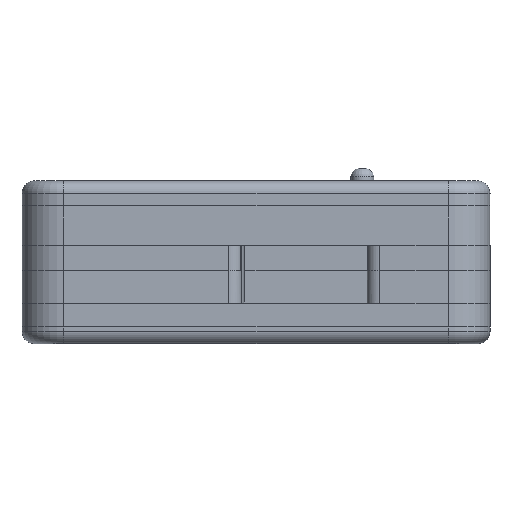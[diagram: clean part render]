
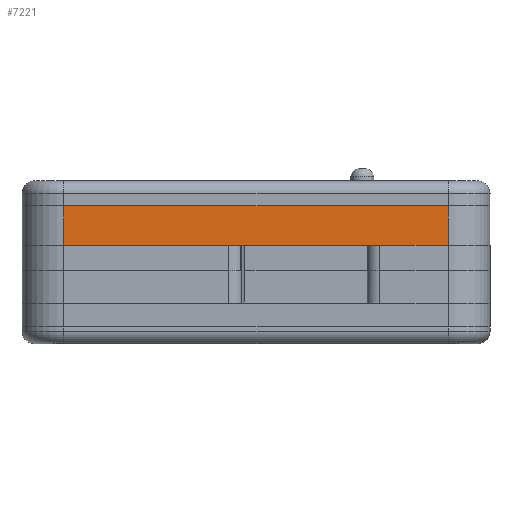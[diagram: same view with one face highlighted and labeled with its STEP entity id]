
A CAD part, left-side view. The second image highlights one B-rep face of the part: STEP entity #7221.
In plain terms, the highlighted planar face has unit normal (-1, 0, 0).
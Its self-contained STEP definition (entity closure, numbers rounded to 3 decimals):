
#1847 = PLANE('',#1848);
#1848 = AXIS2_PLACEMENT_3D('',#1849,#1850,#1851);
#1849 = CARTESIAN_POINT('',(11.601,-3.407,8.035));
#1850 = DIRECTION('',(0.,0.,1.));
#1851 = DIRECTION('',(1.,0.,0.));
#4214 = VERTEX_POINT('',#4215);
#4215 = CARTESIAN_POINT('',(-3.,45.03,8.035));
#4230 = CYLINDRICAL_SURFACE('',#4231,5.);
#4231 = AXIS2_PLACEMENT_3D('',#4232,#4233,#4234);
#4232 = CARTESIAN_POINT('',(2.,45.03,12.75));
#4233 = DIRECTION('',(0.,0.,1.));
#4234 = DIRECTION('',(-1.,0.,0.));
#4242 = EDGE_CURVE('',#4243,#4214,#4245,.T.);
#4243 = VERTEX_POINT('',#4244);
#4244 = CARTESIAN_POINT('',(-3.,-1.,8.035));
#4245 = SURFACE_CURVE('',#4246,(#4250,#4257),.PCURVE_S1.);
#4246 = LINE('',#4247,#4248);
#4247 = CARTESIAN_POINT('',(-3.,20.811,8.035));
#4248 = VECTOR('',#4249,1.);
#4249 = DIRECTION('',(0.,1.,0.));
#4250 = PCURVE('',#1847,#4251);
#4251 = DEFINITIONAL_REPRESENTATION('',(#4252),#4256);
#4252 = LINE('',#4253,#4254);
#4253 = CARTESIAN_POINT('',(-14.601,24.219));
#4254 = VECTOR('',#4255,1.);
#4255 = DIRECTION('',(0.,1.));
#4256 = ( GEOMETRIC_REPRESENTATION_CONTEXT(2) 
PARAMETRIC_REPRESENTATION_CONTEXT() REPRESENTATION_CONTEXT('2D SPACE',''
  ) );
#4257 = PCURVE('',#4258,#4263);
#4258 = PLANE('',#4259);
#4259 = AXIS2_PLACEMENT_3D('',#4260,#4261,#4262);
#4260 = CARTESIAN_POINT('',(-3.,45.03,12.75));
#4261 = DIRECTION('',(-1.,-0.,-0.));
#4262 = DIRECTION('',(0.,-1.,0.));
#4263 = DEFINITIONAL_REPRESENTATION('',(#4264),#4268);
#4264 = LINE('',#4265,#4266);
#4265 = CARTESIAN_POINT('',(24.219,-4.715));
#4266 = VECTOR('',#4267,1.);
#4267 = DIRECTION('',(-1.,0.));
#4268 = ( GEOMETRIC_REPRESENTATION_CONTEXT(2) 
PARAMETRIC_REPRESENTATION_CONTEXT() REPRESENTATION_CONTEXT('2D SPACE',''
  ) );
#4287 = CYLINDRICAL_SURFACE('',#4288,5.);
#4288 = AXIS2_PLACEMENT_3D('',#4289,#4290,#4291);
#4289 = CARTESIAN_POINT('',(2.,-1.,12.75));
#4290 = DIRECTION('',(0.,0.,1.));
#4291 = DIRECTION('',(-1.,0.,0.));
#7171 = VERTEX_POINT('',#7172);
#7172 = CARTESIAN_POINT('',(-3.,-1.,12.75));
#7201 = EDGE_CURVE('',#7171,#4243,#7202,.T.);
#7202 = SURFACE_CURVE('',#7203,(#7207,#7214),.PCURVE_S1.);
#7203 = LINE('',#7204,#7205);
#7204 = CARTESIAN_POINT('',(-3.,-1.,12.75));
#7205 = VECTOR('',#7206,1.);
#7206 = DIRECTION('',(0.,0.,-1.));
#7207 = PCURVE('',#4287,#7208);
#7208 = DEFINITIONAL_REPRESENTATION('',(#7209),#7213);
#7209 = LINE('',#7210,#7211);
#7210 = CARTESIAN_POINT('',(-6.283,0.));
#7211 = VECTOR('',#7212,1.);
#7212 = DIRECTION('',(-0.,-1.));
#7213 = ( GEOMETRIC_REPRESENTATION_CONTEXT(2) 
PARAMETRIC_REPRESENTATION_CONTEXT() REPRESENTATION_CONTEXT('2D SPACE',''
  ) );
#7214 = PCURVE('',#4258,#7215);
#7215 = DEFINITIONAL_REPRESENTATION('',(#7216),#7220);
#7216 = LINE('',#7217,#7218);
#7217 = CARTESIAN_POINT('',(46.03,0.));
#7218 = VECTOR('',#7219,1.);
#7219 = DIRECTION('',(0.,-1.));
#7220 = ( GEOMETRIC_REPRESENTATION_CONTEXT(2) 
PARAMETRIC_REPRESENTATION_CONTEXT() REPRESENTATION_CONTEXT('2D SPACE',''
  ) );
#7221 = ADVANCED_FACE('',(#7222),#4258,.T.);
#7222 = FACE_BOUND('',#7223,.T.);
#7223 = EDGE_LOOP('',(#7224,#7252,#7273,#7274));
#7224 = ORIENTED_EDGE('',*,*,#7225,.T.);
#7225 = EDGE_CURVE('',#7171,#7226,#7228,.T.);
#7226 = VERTEX_POINT('',#7227);
#7227 = CARTESIAN_POINT('',(-3.,45.03,12.75));
#7228 = SURFACE_CURVE('',#7229,(#7233,#7240),.PCURVE_S1.);
#7229 = LINE('',#7230,#7231);
#7230 = CARTESIAN_POINT('',(-3.,-1.,12.75));
#7231 = VECTOR('',#7232,1.);
#7232 = DIRECTION('',(0.,1.,0.));
#7233 = PCURVE('',#4258,#7234);
#7234 = DEFINITIONAL_REPRESENTATION('',(#7235),#7239);
#7235 = LINE('',#7236,#7237);
#7236 = CARTESIAN_POINT('',(46.03,0.));
#7237 = VECTOR('',#7238,1.);
#7238 = DIRECTION('',(-1.,0.));
#7239 = ( GEOMETRIC_REPRESENTATION_CONTEXT(2) 
PARAMETRIC_REPRESENTATION_CONTEXT() REPRESENTATION_CONTEXT('2D SPACE',''
  ) );
#7240 = PCURVE('',#7241,#7246);
#7241 = PLANE('',#7242);
#7242 = AXIS2_PLACEMENT_3D('',#7243,#7244,#7245);
#7243 = CARTESIAN_POINT('',(-3.,-1.,12.75));
#7244 = DIRECTION('',(-1.,0.,0.));
#7245 = DIRECTION('',(0.,1.,0.));
#7246 = DEFINITIONAL_REPRESENTATION('',(#7247),#7251);
#7247 = LINE('',#7248,#7249);
#7248 = CARTESIAN_POINT('',(0.,0.));
#7249 = VECTOR('',#7250,1.);
#7250 = DIRECTION('',(1.,0.));
#7251 = ( GEOMETRIC_REPRESENTATION_CONTEXT(2) 
PARAMETRIC_REPRESENTATION_CONTEXT() REPRESENTATION_CONTEXT('2D SPACE',''
  ) );
#7252 = ORIENTED_EDGE('',*,*,#7253,.T.);
#7253 = EDGE_CURVE('',#7226,#4214,#7254,.T.);
#7254 = SURFACE_CURVE('',#7255,(#7259,#7266),.PCURVE_S1.);
#7255 = LINE('',#7256,#7257);
#7256 = CARTESIAN_POINT('',(-3.,45.03,12.75));
#7257 = VECTOR('',#7258,1.);
#7258 = DIRECTION('',(0.,0.,-1.));
#7259 = PCURVE('',#4258,#7260);
#7260 = DEFINITIONAL_REPRESENTATION('',(#7261),#7265);
#7261 = LINE('',#7262,#7263);
#7262 = CARTESIAN_POINT('',(0.,0.));
#7263 = VECTOR('',#7264,1.);
#7264 = DIRECTION('',(0.,-1.));
#7265 = ( GEOMETRIC_REPRESENTATION_CONTEXT(2) 
PARAMETRIC_REPRESENTATION_CONTEXT() REPRESENTATION_CONTEXT('2D SPACE',''
  ) );
#7266 = PCURVE('',#4230,#7267);
#7267 = DEFINITIONAL_REPRESENTATION('',(#7268),#7272);
#7268 = LINE('',#7269,#7270);
#7269 = CARTESIAN_POINT('',(-0.,0.));
#7270 = VECTOR('',#7271,1.);
#7271 = DIRECTION('',(-0.,-1.));
#7272 = ( GEOMETRIC_REPRESENTATION_CONTEXT(2) 
PARAMETRIC_REPRESENTATION_CONTEXT() REPRESENTATION_CONTEXT('2D SPACE',''
  ) );
#7273 = ORIENTED_EDGE('',*,*,#4242,.F.);
#7274 = ORIENTED_EDGE('',*,*,#7201,.F.);
